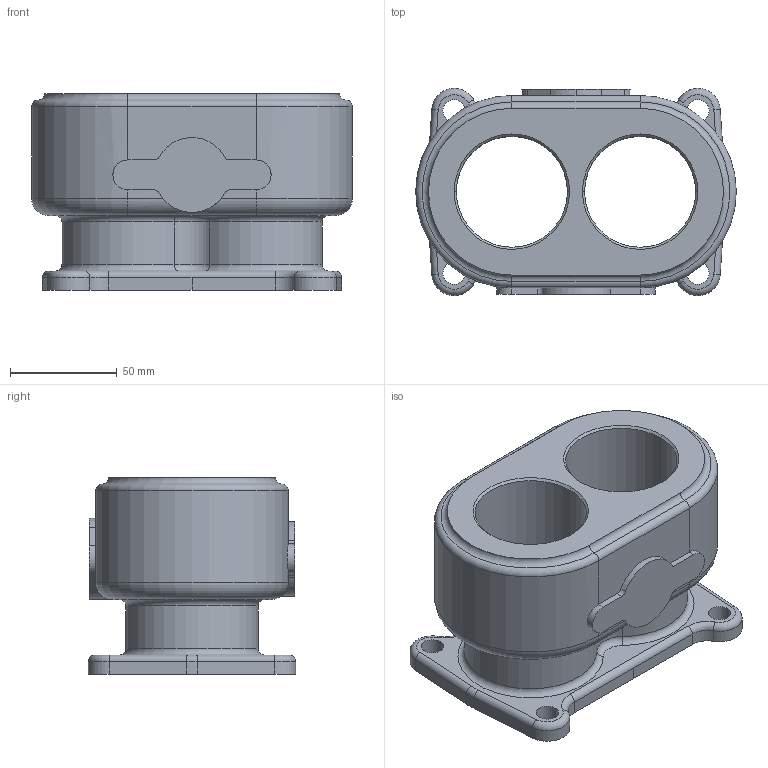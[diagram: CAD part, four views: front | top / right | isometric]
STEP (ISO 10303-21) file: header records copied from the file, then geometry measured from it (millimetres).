
FILE_DESCRIPTION(('CATIA V5 STEP Exchange'),'2;1');
FILE_NAME('lingjian.stp','2025-02-22T03:04:46+00:00',('none'),('none'),'CATIA Version 5 Release 21 GA (IN-10)','CATIA V5 STEP AP203','none');
FILE_SCHEMA(('CONFIG_CONTROL_DESIGN'));
Length unit declared in the file: millimetre
Products named in the file (1): Part1
Bounding box: 150 x 96.99 x 92 mm (x, y, z)
Volume: 531875.5 mm3; surface area: 88448.5 mm2
Topology: 1 solids, 1 shells, 111 faces, 272 edges, 166 vertices
Faces by surface type: cylinder 56, plane 27, torus 24, cone 4
Entity records: 3191 total; most frequent: CARTESIAN_POINT 615, ORIENTED_EDGE 544, DIRECTION 455, EDGE_CURVE 272, AXIS2_PLACEMENT_3D 243, VERTEX_POINT 166, CIRCLE 147, EDGE_LOOP 126
